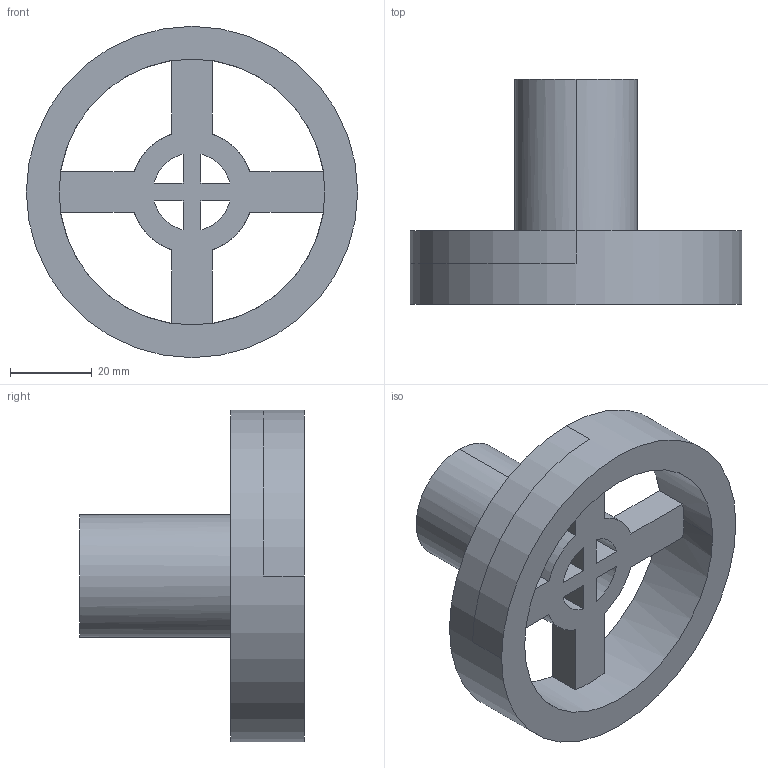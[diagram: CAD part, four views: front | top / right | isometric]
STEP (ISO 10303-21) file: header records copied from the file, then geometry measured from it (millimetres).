
FILE_DESCRIPTION((''),'2;1');
FILE_NAME('BASE_SUPPORT','2020-12-29T19:28:52',('TINH LE'),(''),'CREO PARAMETRIC BY PTC INC, 2020154','CREO PARAMETRIC BY PTC INC, 2020154','');
FILE_SCHEMA(('CONFIG_CONTROL_DESIGN'));
Length unit declared in the file: millimetre
Products named in the file (1): BASE_SUPPORT
Bounding box: 81 x 55 x 81 mm (x, y, z)
Volume: 64308.5 mm3; surface area: 23642.7 mm2
Topology: 1 solids, 1 shells, 30 faces, 106 edges, 72 vertices
Faces by surface type: plane 20, cylinder 10
Entity records: 1230 total; most frequent: ORIENTED_EDGE 212, CARTESIAN_POINT 208, DIRECTION 204, EDGE_CURVE 106, VERTEX_POINT 72, AXIS2_PLACEMENT_3D 68, VECTOR 68, LINE 68
